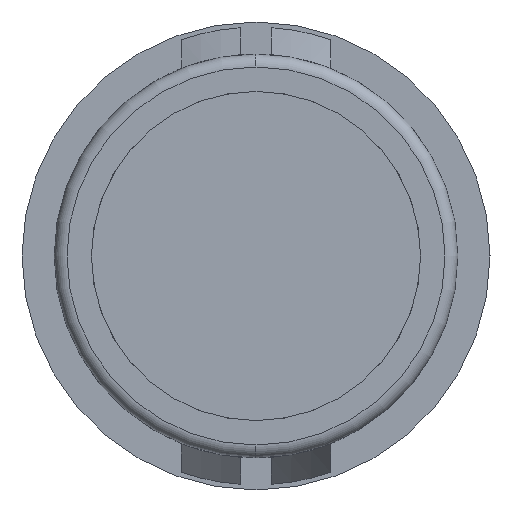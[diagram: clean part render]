
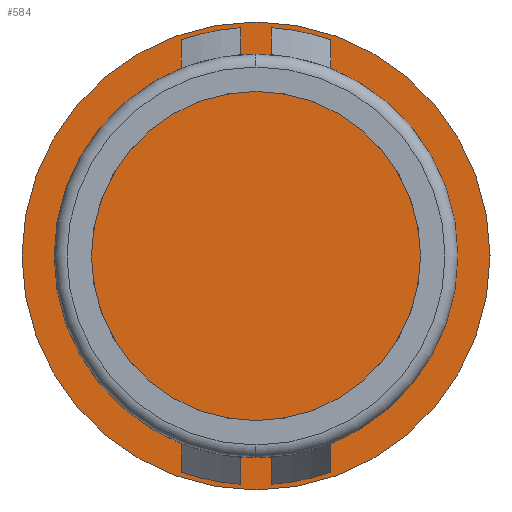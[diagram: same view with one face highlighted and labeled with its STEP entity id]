
A CAD part, front view. The second image highlights one B-rep face of the part: STEP entity #584.
In plain terms, the highlighted planar face has unit normal (0, -1, 0).
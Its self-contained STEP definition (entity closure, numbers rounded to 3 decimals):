
#207 = CARTESIAN_POINT ( 'NONE',  ( 0., 0., 0. ) ) ;
#214 = DIRECTION ( 'NONE',  ( 0., 1., 0. ) ) ;
#215 = DIRECTION ( 'NONE',  ( 0., 0., 1. ) ) ;
#217 = LINE ( 'NONE', #218, #505 ) ;
#218 = CARTESIAN_POINT ( 'NONE',  ( -4.1, 0., -9.1 ) ) ;
#219 = DIRECTION ( 'NONE',  ( 0., 0., 1. ) ) ;
#222 = CARTESIAN_POINT ( 'NONE',  ( 0., 0., 0. ) ) ;
#223 = DIRECTION ( 'NONE',  ( 0., -1., 0. ) ) ;
#224 = DIRECTION ( 'NONE',  ( 0., 0., -1. ) ) ;
#305 = CARTESIAN_POINT ( 'NONE',  ( 4.1, 0., -4.914 ) ) ;
#322 = CARTESIAN_POINT ( 'NONE',  ( -4.1, 0., -6.694 ) ) ;
#356 = AXIS2_PLACEMENT_3D ( 'NONE', #832, #839, #840 ) ;
#358 = VECTOR ( 'NONE', #844, 1000. ) ;
#360 = VECTOR ( 'NONE', #850, 1000. ) ;
#373 = AXIS2_PLACEMENT_3D ( 'NONE', #921, #928, #929 ) ;
#386 = VECTOR ( 'NONE', #971, 1000. ) ;
#391 = AXIS2_PLACEMENT_3D ( 'NONE', #1013, #1017, #1018 ) ;
#502 = AXIS2_PLACEMENT_3D ( 'NONE', #207, #214, #215 ) ;
#505 = VECTOR ( 'NONE', #219, 1000. ) ;
#506 = AXIS2_PLACEMENT_3D ( 'NONE', #222, #223, #224 ) ;
#512 = AXIS2_PLACEMENT_3D ( 'NONE', #820, #821, #822 ) ;
#584 = ADVANCED_FACE ( 'NONE', ( #1954, #1961, #1964 ), #1204, .T. ) ;
#770 = EDGE_CURVE ( 'NONE', #1433, #2002, #1908, .T. ) ;
#771 = EDGE_CURVE ( 'NONE', #1642, #2002, #217, .T. ) ;
#773 = EDGE_CURVE ( 'NONE', #1416, #1984, #1910, .T. ) ;
#791 = CIRCLE ( 'NONE', #512, 6.4 ) ;
#794 = CIRCLE ( 'NONE', #356, 9.1 ) ;
#798 = CIRCLE ( 'NONE', #373, 7.85 ) ;
#811 = CIRCLE ( 'NONE', #391, 9.1 ) ;
#820 = CARTESIAN_POINT ( 'NONE',  ( 0., 0., 0. ) ) ;
#821 = DIRECTION ( 'NONE',  ( 0., -1., 0. ) ) ;
#822 = DIRECTION ( 'NONE',  ( 0., 0., -1. ) ) ;
#832 = CARTESIAN_POINT ( 'NONE',  ( 0., 0., 0. ) ) ;
#839 = DIRECTION ( 'NONE',  ( 0., 1., 0. ) ) ;
#840 = DIRECTION ( 'NONE',  ( 0., 0., 1. ) ) ;
#842 = LINE ( 'NONE', #843, #358 ) ;
#843 = CARTESIAN_POINT ( 'NONE',  ( 4.1, 0., -9.1 ) ) ;
#844 = DIRECTION ( 'NONE',  ( 0., 0., 1. ) ) ;
#848 = LINE ( 'NONE', #849, #360 ) ;
#849 = CARTESIAN_POINT ( 'NONE',  ( -4.1, 0., -9.1 ) ) ;
#850 = DIRECTION ( 'NONE',  ( 0., 0., 1. ) ) ;
#921 = CARTESIAN_POINT ( 'NONE',  ( 0., 0., 0. ) ) ;
#928 = DIRECTION ( 'NONE',  ( 0., 1., 0. ) ) ;
#929 = DIRECTION ( 'NONE',  ( 0., 0., 1. ) ) ;
#969 = LINE ( 'NONE', #970, #386 ) ;
#970 = CARTESIAN_POINT ( 'NONE',  ( 4.1, 0., -9.1 ) ) ;
#971 = DIRECTION ( 'NONE',  ( 0., 0., 1. ) ) ;
#1013 = CARTESIAN_POINT ( 'NONE',  ( 0., 0., 0. ) ) ;
#1017 = DIRECTION ( 'NONE',  ( 0., 1., 0. ) ) ;
#1018 = DIRECTION ( 'NONE',  ( 0., 0., 1. ) ) ;
#1025 = CARTESIAN_POINT ( 'NONE',  ( -4.1, 0., -4.914 ) ) ;
#1047 = CARTESIAN_POINT ( 'NONE',  ( 4.1, 0., -6.694 ) ) ;
#1052 = CARTESIAN_POINT ( 'NONE',  ( 4.1, 0., 6.694 ) ) ;
#1055 = CARTESIAN_POINT ( 'NONE',  ( 0., 0., -9.1 ) ) ;
#1061 = CARTESIAN_POINT ( 'NONE',  ( 0., 0., 9.1 ) ) ;
#1063 = CARTESIAN_POINT ( 'NONE',  ( -4.1, 0., 4.914 ) ) ;
#1204 = PLANE ( 'NONE',  #1966 ) ;
#1205 = CARTESIAN_POINT ( 'NONE',  ( -7.85, 0., 0. ) ) ;
#1206 = DIRECTION ( 'NONE',  ( 0., -1., 0. ) ) ;
#1207 = DIRECTION ( 'NONE',  ( 0., 0., -1. ) ) ;
#1295 = ORIENTED_EDGE ( 'NONE', *, *, #1479, .T. ) ;
#1298 = ORIENTED_EDGE ( 'NONE', *, *, #1488, .F. ) ;
#1336 = ORIENTED_EDGE ( 'NONE', *, *, #770, .T. ) ;
#1350 = ORIENTED_EDGE ( 'NONE', *, *, #771, .F. ) ;
#1359 = ORIENTED_EDGE ( 'NONE', *, *, #773, .T. ) ;
#1375 = ORIENTED_EDGE ( 'NONE', *, *, #1530, .F. ) ;
#1377 = ORIENTED_EDGE ( 'NONE', *, *, #1485, .F. ) ;
#1394 = ORIENTED_EDGE ( 'NONE', *, *, #1516, .T. ) ;
#1395 = ORIENTED_EDGE ( 'NONE', *, *, #1506, .T. ) ;
#1416 = VERTEX_POINT ( 'NONE', #305 ) ;
#1433 = VERTEX_POINT ( 'NONE', #322 ) ;
#1448 = ORIENTED_EDGE ( 'NONE', *, *, #1486, .T. ) ;
#1479 = EDGE_CURVE ( 'NONE', #1642, #1610, #791, .T. ) ;
#1485 = EDGE_CURVE ( 'NONE', #1640, #1634, #794, .T. ) ;
#1486 = EDGE_CURVE ( 'NONE', #1984, #1631, #842, .T. ) ;
#1488 = EDGE_CURVE ( 'NONE', #1433, #1610, #848, .T. ) ;
#1506 = EDGE_CURVE ( 'NONE', #1631, #1626, #798, .T. ) ;
#1516 = EDGE_CURVE ( 'NONE', #1626, #1416, #969, .T. ) ;
#1530 = EDGE_CURVE ( 'NONE', #1634, #1640, #811, .T. ) ;
#1570 = EDGE_LOOP ( 'NONE', ( #1336, #1350, #1295, #1298 ) ) ;
#1571 = EDGE_LOOP ( 'NONE', ( #1395, #1394, #1359, #1448 ) ) ;
#1603 = EDGE_LOOP ( 'NONE', ( #1377, #1375 ) ) ;
#1610 = VERTEX_POINT ( 'NONE', #1025 ) ;
#1626 = VERTEX_POINT ( 'NONE', #1047 ) ;
#1631 = VERTEX_POINT ( 'NONE', #1052 ) ;
#1634 = VERTEX_POINT ( 'NONE', #1055 ) ;
#1640 = VERTEX_POINT ( 'NONE', #1061 ) ;
#1642 = VERTEX_POINT ( 'NONE', #1063 ) ;
#1814 = CARTESIAN_POINT ( 'NONE',  ( 4.1, 0., 4.914 ) ) ;
#1831 = CARTESIAN_POINT ( 'NONE',  ( -4.1, 0., 6.694 ) ) ;
#1908 = CIRCLE ( 'NONE', #502, 7.85 ) ;
#1910 = CIRCLE ( 'NONE', #506, 6.4 ) ;
#1954 = FACE_BOUND ( 'NONE', #1570, .T. ) ;
#1961 = FACE_OUTER_BOUND ( 'NONE', #1603, .T. ) ;
#1964 = FACE_BOUND ( 'NONE', #1571, .T. ) ;
#1966 = AXIS2_PLACEMENT_3D ( 'NONE', #1205, #1206, #1207 ) ;
#1984 = VERTEX_POINT ( 'NONE', #1814 ) ;
#2002 = VERTEX_POINT ( 'NONE', #1831 ) ;
